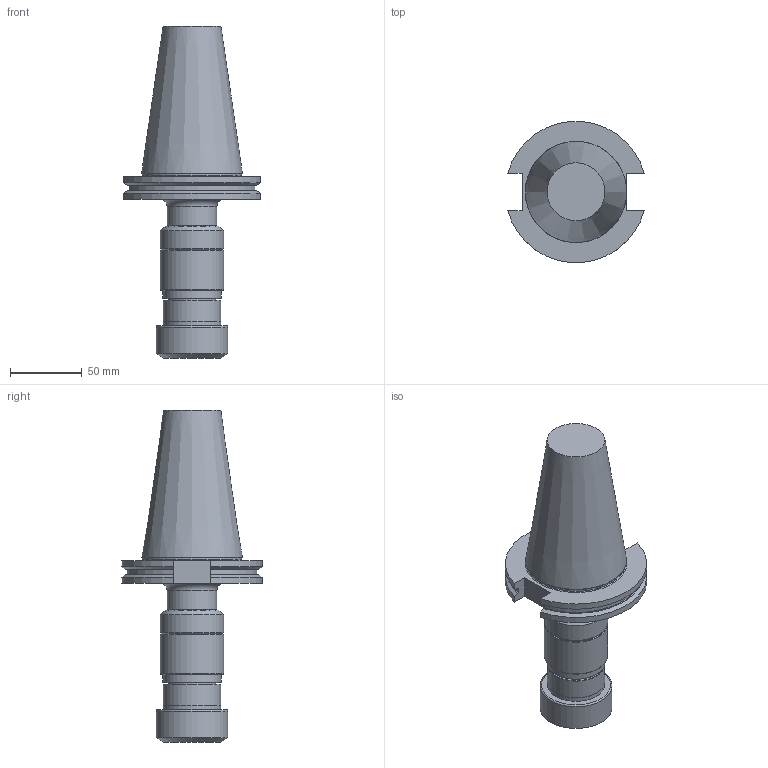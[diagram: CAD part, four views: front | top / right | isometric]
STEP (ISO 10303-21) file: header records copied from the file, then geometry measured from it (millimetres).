
FILE_DESCRIPTION(/* description */ (''),/* implementation_level */ '2;1');
FILE_NAME(/* name */ '1521104482398.stp',/* time_stamp */ '2018-03-15T10:01:31+01:00',/* author */ (''),/* organization */ ('SMS'),/* preprocessor_version */ 'ST-DEVELOPER v15',/* originating_system */ 'SIEMENS PLM Software NX 8.5',/* authorisation */ '');
FILE_SCHEMA (('AUTOMOTIVE_DESIGN { 1 0 10303 214 3 1 1 1 }'));
Length unit declared in the file: millimetre
Products named in the file (1): 201416683mod000_00
Bounding box: 94.96 x 98.03 x 230.9 mm (x, y, z)
Volume: 524503.1 mm3; surface area: 53792.1 mm2
Topology: 1 solids, 1 shells, 53 faces, 123 edges, 80 vertices
Faces by surface type: plane 21, cylinder 15, cone 12, torus 5
Full cylindrical faces by diameter (mm): 33.917 x1, 34.6 x1, 39.878 x1, 40.005 x1, 40.388 x1, 43.993 x1, 44.031 x1, 50 x1, 69.4 x1
Entity records: 1396 total; most frequent: CARTESIAN_POINT 251, DIRECTION 245, ORIENTED_EDGE 186, AXIS2_PLACEMENT_3D 104, EDGE_CURVE 93, EDGE_LOOP 83, VERTEX_POINT 72, FACE_BOUND 60
